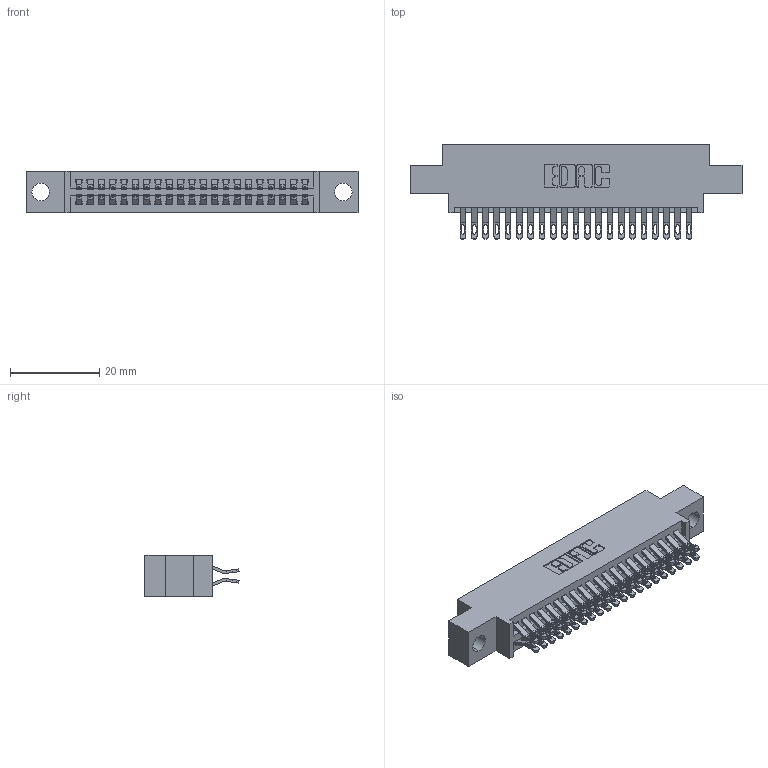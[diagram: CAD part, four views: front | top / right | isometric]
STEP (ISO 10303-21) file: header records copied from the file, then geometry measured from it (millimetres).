
FILE_DESCRIPTION (( 'STEP AP203' ), '1' );
FILE_NAME ('395-042-555-804.STEP', '2021-06-16T22:22:20', ( '' ), ( '' ), 'SwSTEP 2.0', 'SolidWorks 2020', '' );
FILE_SCHEMA (( 'CONFIG_CONTROL_DESIGN' ));
Length unit declared in the file: inch
Products named in the file (3): 345 Part_0.170 Offset - 0.156 Dia-TI; 395-042-555-804; 345-292-001_555 Tail
Assembly tree (43 placements, depth 2):
  395-042-555-804
    345 Part_0.170 Offset - 0.156 Dia-TI
    345-292-001_555 Tail  x42
Bounding box: 74.55 x 21.13 x 9.4 mm (x, y, z)
Volume: 6949.3 mm3; surface area: 10284.3 mm2
Topology: 43 solids, 43 shells, 2496 faces, 7823 edges, 5214 vertices
Faces by surface type: plane 1400, cylinder 1096
Entity records: 20181 total; most frequent: CARTESIAN_POINT 3444, ORIENTED_EDGE 3346, DIRECTION 3029, EDGE_CURVE 1673, VECTOR 1437, LINE 1437, VERTEX_POINT 1114, AXIS2_PLACEMENT_3D 796
